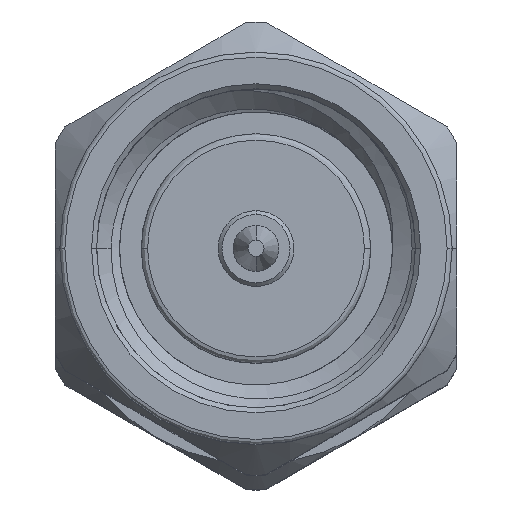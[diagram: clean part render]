
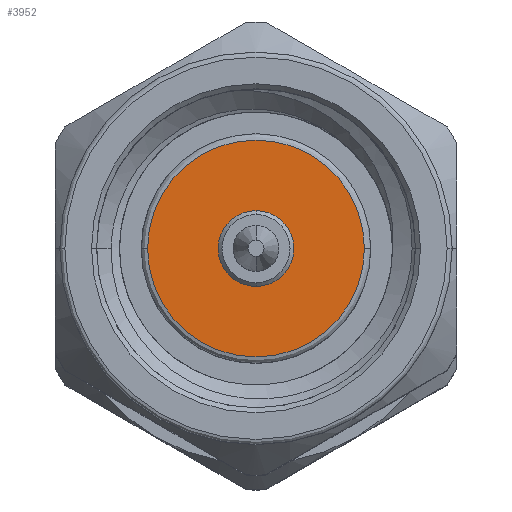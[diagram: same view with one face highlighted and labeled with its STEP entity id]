
A CAD part, top view. The second image highlights one B-rep face of the part: STEP entity #3952.
In plain terms, the highlighted face is planar.
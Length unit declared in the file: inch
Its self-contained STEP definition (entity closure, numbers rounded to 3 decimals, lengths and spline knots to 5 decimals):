
#57 = DIRECTION ( 'NONE',  ( -1., 0., 0. ) ) ;
#61 = EDGE_CURVE ( 'NONE', #2457, #2083, #2778, .T. ) ;
#488 = DIRECTION ( 'NONE',  ( 0., 0., -1. ) ) ;
#665 = DIRECTION ( 'NONE',  ( 0., 0., -1. ) ) ;
#803 = FACE_BOUND ( 'NONE', #1811, .T. ) ;
#1048 = EDGE_CURVE ( 'NONE', #2083, #2457, #1619, .T. ) ;
#1134 = PLANE ( 'NONE',  #1643 ) ;
#1301 = CIRCLE ( 'NONE', #3743, 0.02969 ) ;
#1333 = ORIENTED_EDGE ( 'NONE', *, *, #2218, .F. ) ;
#1445 = CARTESIAN_POINT ( 'NONE',  ( 0.11, 0., 0. ) ) ;
#1619 = CIRCLE ( 'NONE', #2159, 0.085 ) ;
#1631 = CARTESIAN_POINT ( 'NONE',  ( 0.11, 0., 0. ) ) ;
#1643 = AXIS2_PLACEMENT_3D ( 'NONE', #2070, #3374, #488 ) ;
#1715 = DIRECTION ( 'NONE',  ( 0., 0., -1. ) ) ;
#1770 = CIRCLE ( 'NONE', #4141, 0.02969 ) ;
#1811 = EDGE_LOOP ( 'NONE', ( #3107, #1333 ) ) ;
#2027 = CARTESIAN_POINT ( 'NONE',  ( 0.11, 0., 0. ) ) ;
#2070 = CARTESIAN_POINT ( 'NONE',  ( 0.11, 0.125, 0. ) ) ;
#2083 = VERTEX_POINT ( 'NONE', #3307 ) ;
#2090 = ORIENTED_EDGE ( 'NONE', *, *, #1048, .T. ) ;
#2159 = AXIS2_PLACEMENT_3D ( 'NONE', #2027, #2738, #1715 ) ;
#2218 = EDGE_CURVE ( 'NONE', #2732, #4032, #1301, .T. ) ;
#2362 = EDGE_CURVE ( 'NONE', #4032, #2732, #1770, .T. ) ;
#2457 = VERTEX_POINT ( 'NONE', #2979 ) ;
#2692 = DIRECTION ( 'NONE',  ( -1., 0., 0. ) ) ;
#2711 = AXIS2_PLACEMENT_3D ( 'NONE', #1631, #57, #665 ) ;
#2732 = VERTEX_POINT ( 'NONE', #3308 ) ;
#2737 = FACE_OUTER_BOUND ( 'NONE', #3653, .T. ) ;
#2738 = DIRECTION ( 'NONE',  ( -1., 0., 0. ) ) ;
#2778 = CIRCLE ( 'NONE', #2711, 0.085 ) ;
#2798 = DIRECTION ( 'NONE',  ( 0., 0., 1. ) ) ;
#2973 = CARTESIAN_POINT ( 'NONE',  ( 0.11, 0., 0.02969 ) ) ;
#2979 = CARTESIAN_POINT ( 'NONE',  ( 0.11, 0., 0.085 ) ) ;
#3107 = ORIENTED_EDGE ( 'NONE', *, *, #2362, .F. ) ;
#3138 = CARTESIAN_POINT ( 'NONE',  ( 0.11, 0., 0. ) ) ;
#3307 = CARTESIAN_POINT ( 'NONE',  ( 0.11, 0., -0.085 ) ) ;
#3308 = CARTESIAN_POINT ( 'NONE',  ( 0.11, 0., -0.02969 ) ) ;
#3374 = DIRECTION ( 'NONE',  ( 1., 0., 0. ) ) ;
#3395 = DIRECTION ( 'NONE',  ( 0., 0., 1. ) ) ;
#3653 = EDGE_LOOP ( 'NONE', ( #2090, #3771 ) ) ;
#3743 = AXIS2_PLACEMENT_3D ( 'NONE', #1445, #2692, #3395 ) ;
#3771 = ORIENTED_EDGE ( 'NONE', *, *, #61, .T. ) ;
#3833 = DIRECTION ( 'NONE',  ( -1., 0., 0. ) ) ;
#3952 = ADVANCED_FACE ( 'NONE', ( #803, #2737 ), #1134, .F. ) ;
#4032 = VERTEX_POINT ( 'NONE', #2973 ) ;
#4141 = AXIS2_PLACEMENT_3D ( 'NONE', #3138, #3833, #2798 ) ;
